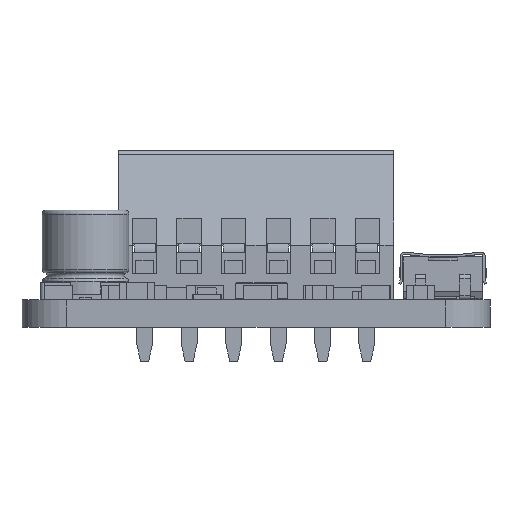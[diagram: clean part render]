
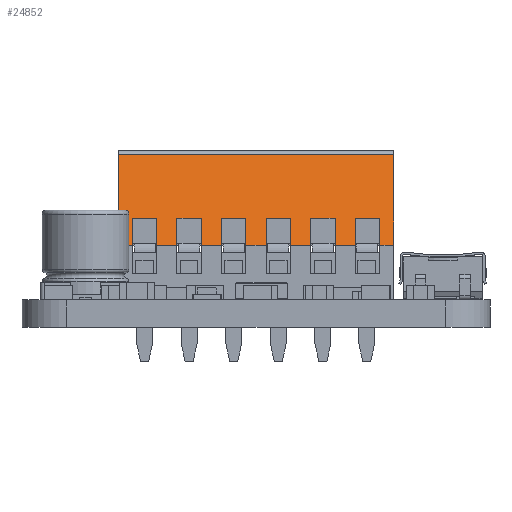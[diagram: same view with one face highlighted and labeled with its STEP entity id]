
A CAD part, front view. The second image highlights one B-rep face of the part: STEP entity #24852.
In plain terms, the highlighted planar face has unit normal (0, -0.951, 0.309).
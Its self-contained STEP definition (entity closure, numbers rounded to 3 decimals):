
#1283=PLANE('',#26833);
#2552=FACE_OUTER_BOUND('',#4045,.T.);
#4045=EDGE_LOOP('',(#21449,#21450,#21451,#21452,#21453,#21454,#21455,#21456,
#21457,#21458,#21459,#21460,#21461,#21462,#21463,#21464,#21465,#21466,#21467,
#21468,#21469,#21470,#21471,#21472,#21473,#21474,#21475,#21476));
#5835=LINE('',#38838,#8647);
#5898=LINE('',#39508,#8710);
#5917=LINE('',#39546,#8729);
#5985=LINE('',#39682,#8797);
#5994=LINE('',#39698,#8806);
#6003=LINE('',#39717,#8815);
#6065=LINE('',#39842,#8877);
#6074=LINE('',#39858,#8886);
#6083=LINE('',#39877,#8895);
#6145=LINE('',#40002,#8957);
#6154=LINE('',#40018,#8966);
#6163=LINE('',#40037,#8975);
#6225=LINE('',#40162,#9037);
#6234=LINE('',#40178,#9046);
#6243=LINE('',#40197,#9055);
#6305=LINE('',#40322,#9117);
#6314=LINE('',#40338,#9126);
#6323=LINE('',#40357,#9135);
#6328=LINE('',#40368,#9140);
#6359=LINE('',#40425,#9171);
#6365=LINE('',#40435,#9177);
#6366=LINE('',#40436,#9178);
#6367=LINE('',#40437,#9179);
#6368=LINE('',#40438,#9180);
#6369=LINE('',#40439,#9181);
#6370=LINE('',#40440,#9182);
#6372=LINE('',#40443,#9184);
#6392=LINE('',#40487,#9204);
#8647=VECTOR('',#31094,1.);
#8710=VECTOR('',#31367,1.);
#8729=VECTOR('',#31394,1.);
#8797=VECTOR('',#31508,1.);
#8806=VECTOR('',#31523,1.);
#8815=VECTOR('',#31540,1.);
#8877=VECTOR('',#31648,1.);
#8886=VECTOR('',#31663,1.);
#8895=VECTOR('',#31680,1.);
#8957=VECTOR('',#31788,1.);
#8966=VECTOR('',#31803,1.);
#8975=VECTOR('',#31820,1.);
#9037=VECTOR('',#31928,1.);
#9046=VECTOR('',#31943,1.);
#9055=VECTOR('',#31960,1.);
#9117=VECTOR('',#32068,1.);
#9126=VECTOR('',#32083,1.);
#9135=VECTOR('',#32100,1.);
#9140=VECTOR('',#32111,1.);
#9171=VECTOR('',#32154,1.);
#9177=VECTOR('',#32164,1.);
#9178=VECTOR('',#32165,1.);
#9179=VECTOR('',#32166,1.);
#9180=VECTOR('',#32167,1.);
#9181=VECTOR('',#32168,1.);
#9182=VECTOR('',#32169,1.);
#9184=VECTOR('',#32171,1.);
#9204=VECTOR('',#32229,1.);
#11823=VERTEX_POINT('',#38831);
#11826=VERTEX_POINT('',#38836);
#11941=VERTEX_POINT('',#39506);
#11955=VERTEX_POINT('',#39543);
#11956=VERTEX_POINT('',#39545);
#12001=VERTEX_POINT('',#39681);
#12005=VERTEX_POINT('',#39696);
#12010=VERTEX_POINT('',#39714);
#12011=VERTEX_POINT('',#39716);
#12051=VERTEX_POINT('',#39841);
#12055=VERTEX_POINT('',#39856);
#12060=VERTEX_POINT('',#39874);
#12061=VERTEX_POINT('',#39876);
#12101=VERTEX_POINT('',#40001);
#12105=VERTEX_POINT('',#40016);
#12110=VERTEX_POINT('',#40034);
#12111=VERTEX_POINT('',#40036);
#12151=VERTEX_POINT('',#40161);
#12155=VERTEX_POINT('',#40176);
#12160=VERTEX_POINT('',#40194);
#12161=VERTEX_POINT('',#40196);
#12201=VERTEX_POINT('',#40321);
#12205=VERTEX_POINT('',#40336);
#12210=VERTEX_POINT('',#40354);
#12211=VERTEX_POINT('',#40356);
#12214=VERTEX_POINT('',#40367);
#12234=VERTEX_POINT('',#40423);
#12237=VERTEX_POINT('',#40441);
#14778=EDGE_CURVE('',#11826,#11823,#5835,.T.);
#14925=EDGE_CURVE('',#11826,#11941,#5898,.T.);
#14944=EDGE_CURVE('',#11955,#11956,#5917,.T.);
#15012=EDGE_CURVE('',#11955,#12001,#5985,.T.);
#15021=EDGE_CURVE('',#12001,#12005,#5994,.T.);
#15030=EDGE_CURVE('',#12010,#12011,#6003,.T.);
#15092=EDGE_CURVE('',#12010,#12051,#6065,.T.);
#15101=EDGE_CURVE('',#12051,#12055,#6074,.T.);
#15110=EDGE_CURVE('',#12060,#12061,#6083,.T.);
#15172=EDGE_CURVE('',#12060,#12101,#6145,.T.);
#15181=EDGE_CURVE('',#12101,#12105,#6154,.T.);
#15190=EDGE_CURVE('',#12110,#12111,#6163,.T.);
#15252=EDGE_CURVE('',#12110,#12151,#6225,.T.);
#15261=EDGE_CURVE('',#12151,#12155,#6234,.T.);
#15270=EDGE_CURVE('',#12160,#12161,#6243,.T.);
#15332=EDGE_CURVE('',#12160,#12201,#6305,.T.);
#15341=EDGE_CURVE('',#12201,#12205,#6314,.T.);
#15350=EDGE_CURVE('',#12210,#12211,#6323,.T.);
#15355=EDGE_CURVE('',#12210,#12214,#6328,.T.);
#15386=EDGE_CURVE('',#12214,#12234,#6359,.T.);
#15392=EDGE_CURVE('',#12205,#12211,#6365,.T.);
#15393=EDGE_CURVE('',#12155,#12161,#6366,.T.);
#15394=EDGE_CURVE('',#12105,#12111,#6367,.T.);
#15395=EDGE_CURVE('',#12055,#12061,#6368,.T.);
#15396=EDGE_CURVE('',#12005,#12011,#6369,.T.);
#15397=EDGE_CURVE('',#11941,#11956,#6370,.T.);
#15399=EDGE_CURVE('',#12234,#12237,#6372,.T.);
#15419=EDGE_CURVE('',#12237,#11823,#6392,.T.);
#21449=ORIENTED_EDGE('',*,*,#15419,.T.);
#21450=ORIENTED_EDGE('',*,*,#14778,.F.);
#21451=ORIENTED_EDGE('',*,*,#14925,.T.);
#21452=ORIENTED_EDGE('',*,*,#15397,.T.);
#21453=ORIENTED_EDGE('',*,*,#14944,.F.);
#21454=ORIENTED_EDGE('',*,*,#15012,.T.);
#21455=ORIENTED_EDGE('',*,*,#15021,.T.);
#21456=ORIENTED_EDGE('',*,*,#15396,.T.);
#21457=ORIENTED_EDGE('',*,*,#15030,.F.);
#21458=ORIENTED_EDGE('',*,*,#15092,.T.);
#21459=ORIENTED_EDGE('',*,*,#15101,.T.);
#21460=ORIENTED_EDGE('',*,*,#15395,.T.);
#21461=ORIENTED_EDGE('',*,*,#15110,.F.);
#21462=ORIENTED_EDGE('',*,*,#15172,.T.);
#21463=ORIENTED_EDGE('',*,*,#15181,.T.);
#21464=ORIENTED_EDGE('',*,*,#15394,.T.);
#21465=ORIENTED_EDGE('',*,*,#15190,.F.);
#21466=ORIENTED_EDGE('',*,*,#15252,.T.);
#21467=ORIENTED_EDGE('',*,*,#15261,.T.);
#21468=ORIENTED_EDGE('',*,*,#15393,.T.);
#21469=ORIENTED_EDGE('',*,*,#15270,.F.);
#21470=ORIENTED_EDGE('',*,*,#15332,.T.);
#21471=ORIENTED_EDGE('',*,*,#15341,.T.);
#21472=ORIENTED_EDGE('',*,*,#15392,.T.);
#21473=ORIENTED_EDGE('',*,*,#15350,.F.);
#21474=ORIENTED_EDGE('',*,*,#15355,.T.);
#21475=ORIENTED_EDGE('',*,*,#15386,.T.);
#21476=ORIENTED_EDGE('',*,*,#15399,.T.);
#24852=ADVANCED_FACE('',(#2552),#1283,.F.);
#26833=AXIS2_PLACEMENT_3D('',#40486,#32227,#32228);
#31094=DIRECTION('',(1.,0.,0.));
#31367=DIRECTION('',(0.,-0.309,-0.951));
#31394=DIRECTION('',(0.,-0.309,-0.951));
#31508=DIRECTION('',(1.,0.,0.));
#31523=DIRECTION('',(0.,-0.309,-0.951));
#31540=DIRECTION('',(0.,-0.309,-0.951));
#31648=DIRECTION('',(1.,0.,0.));
#31663=DIRECTION('',(0.,-0.309,-0.951));
#31680=DIRECTION('',(0.,-0.309,-0.951));
#31788=DIRECTION('',(1.,0.,0.));
#31803=DIRECTION('',(0.,-0.309,-0.951));
#31820=DIRECTION('',(0.,-0.309,-0.951));
#31928=DIRECTION('',(1.,0.,0.));
#31943=DIRECTION('',(0.,-0.309,-0.951));
#31960=DIRECTION('',(0.,-0.309,-0.951));
#32068=DIRECTION('',(1.,0.,0.));
#32083=DIRECTION('',(0.,-0.309,-0.951));
#32100=DIRECTION('',(0.,-0.309,-0.951));
#32111=DIRECTION('',(1.,0.,0.));
#32154=DIRECTION('',(0.,-0.309,-0.951));
#32164=DIRECTION('',(1.,0.,0.));
#32165=DIRECTION('',(1.,0.,0.));
#32166=DIRECTION('',(1.,0.,0.));
#32167=DIRECTION('',(1.,0.,0.));
#32168=DIRECTION('',(1.,0.,0.));
#32169=DIRECTION('',(1.,0.,0.));
#32171=DIRECTION('',(1.,0.,0.));
#32227=DIRECTION('center_axis',(0.,0.951,-0.309));
#32228=DIRECTION('ref_axis',(0.,-0.309,-0.951));
#32229=DIRECTION('',(0.,0.309,0.951));
#38831=CARTESIAN_POINT('',(7.84,-1.427,8.293));
#38836=CARTESIAN_POINT('',(-7.84,-1.427,8.293));
#38838=CARTESIAN_POINT('',(-7.84,-1.427,8.293));
#39506=CARTESIAN_POINT('',(-7.84,-3.11,3.114));
#39508=CARTESIAN_POINT('',(-7.84,-1.427,8.293));
#39543=CARTESIAN_POINT('',(-7.05,-2.61,4.653));
#39545=CARTESIAN_POINT('',(-7.05,-3.11,3.114));
#39546=CARTESIAN_POINT('',(-7.05,-2.61,4.653));
#39681=CARTESIAN_POINT('',(-5.65,-2.61,4.653));
#39682=CARTESIAN_POINT('',(-6.35,-2.61,4.653));
#39696=CARTESIAN_POINT('',(-5.65,-3.11,3.114));
#39698=CARTESIAN_POINT('',(-5.65,-2.61,4.653));
#39714=CARTESIAN_POINT('',(-4.51,-2.61,4.653));
#39716=CARTESIAN_POINT('',(-4.51,-3.11,3.114));
#39717=CARTESIAN_POINT('',(-4.51,-2.61,4.653));
#39841=CARTESIAN_POINT('',(-3.11,-2.61,4.653));
#39842=CARTESIAN_POINT('',(-3.81,-2.61,4.653));
#39856=CARTESIAN_POINT('',(-3.11,-3.11,3.114));
#39858=CARTESIAN_POINT('',(-3.11,-2.61,4.653));
#39874=CARTESIAN_POINT('',(-1.97,-2.61,4.653));
#39876=CARTESIAN_POINT('',(-1.97,-3.11,3.114));
#39877=CARTESIAN_POINT('',(-1.97,-2.61,4.653));
#40001=CARTESIAN_POINT('',(-0.57,-2.61,4.653));
#40002=CARTESIAN_POINT('',(-1.27,-2.61,4.653));
#40016=CARTESIAN_POINT('',(-0.57,-3.11,3.114));
#40018=CARTESIAN_POINT('',(-0.57,-2.61,4.653));
#40034=CARTESIAN_POINT('',(0.57,-2.61,4.653));
#40036=CARTESIAN_POINT('',(0.57,-3.11,3.114));
#40037=CARTESIAN_POINT('',(0.57,-2.61,4.653));
#40161=CARTESIAN_POINT('',(1.97,-2.61,4.653));
#40162=CARTESIAN_POINT('',(1.27,-2.61,4.653));
#40176=CARTESIAN_POINT('',(1.97,-3.11,3.114));
#40178=CARTESIAN_POINT('',(1.97,-2.61,4.653));
#40194=CARTESIAN_POINT('',(3.11,-2.61,4.653));
#40196=CARTESIAN_POINT('',(3.11,-3.11,3.114));
#40197=CARTESIAN_POINT('',(3.11,-2.61,4.653));
#40321=CARTESIAN_POINT('',(4.51,-2.61,4.653));
#40322=CARTESIAN_POINT('',(3.81,-2.61,4.653));
#40336=CARTESIAN_POINT('',(4.51,-3.11,3.114));
#40338=CARTESIAN_POINT('',(4.51,-2.61,4.653));
#40354=CARTESIAN_POINT('',(5.65,-2.61,4.653));
#40356=CARTESIAN_POINT('',(5.65,-3.11,3.114));
#40357=CARTESIAN_POINT('',(5.65,-2.61,4.653));
#40367=CARTESIAN_POINT('',(7.05,-2.61,4.653));
#40368=CARTESIAN_POINT('',(6.35,-2.61,4.653));
#40423=CARTESIAN_POINT('',(7.05,-3.11,3.114));
#40425=CARTESIAN_POINT('',(7.05,-2.61,4.653));
#40435=CARTESIAN_POINT('',(4.51,-3.11,3.114));
#40436=CARTESIAN_POINT('',(1.97,-3.11,3.114));
#40437=CARTESIAN_POINT('',(-0.57,-3.11,3.114));
#40438=CARTESIAN_POINT('',(-3.11,-3.11,3.114));
#40439=CARTESIAN_POINT('',(-5.65,-3.11,3.114));
#40440=CARTESIAN_POINT('',(-7.84,-3.11,3.114));
#40441=CARTESIAN_POINT('',(7.84,-3.11,3.114));
#40443=CARTESIAN_POINT('',(7.05,-3.11,3.114));
#40486=CARTESIAN_POINT('Origin',(6.313,-3.152,2.985));
#40487=CARTESIAN_POINT('',(7.84,-3.11,3.114));
